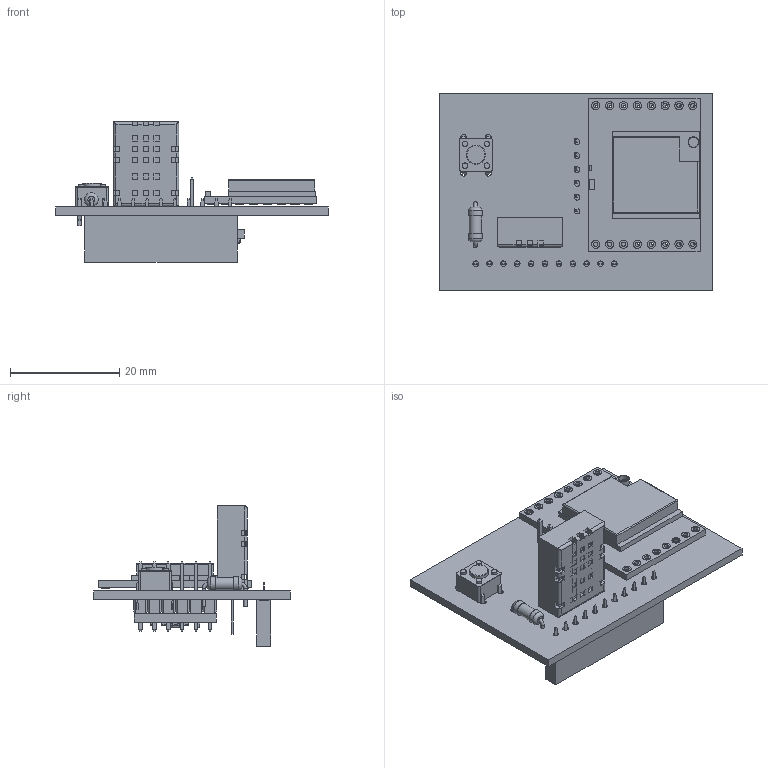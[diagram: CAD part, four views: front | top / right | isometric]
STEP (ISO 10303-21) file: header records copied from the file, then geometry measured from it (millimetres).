
FILE_DESCRIPTION(('KiCad electronic assembly'),'2;1');
FILE_NAME('sensorpcb.step','2026-01-03T23:32:11',('Pcbnew'),('Kicad'), 'Open CASCADE STEP processor 7.9','KiCad to STEP converter','Unknown' );
FILE_SCHEMA(('AUTOMOTIVE_DESIGN { 1 0 10303 214 1 1 1 1 }'));
Length unit declared in the file: millimetre
Products named in the file (10): sensorpcb 1; SW_PUSH_6mm; lora-ra-02-ai-thinker; Aosong_DHT11_5.5x12.0_P2.54mm; R_Axial_DIN0207_L6.3mm_D2.5mm_P7.62mm_Horizontal; bmp280_module; COMPOUND; PinSocket_1x11_P2.54mm_Vertical; satOBCs_PCB
Assembly tree (9 placements, depth 3):
  sensorpcb 1
    SW_PUSH_6mm
    lora-ra-02-ai-thinker
    Aosong_DHT11_5.5x12.0_P2.54mm
    R_Axial_DIN0207_L6.3mm_D2.5mm_P7.62mm_Horizontal
    bmp280_module
      COMPOUND
      COMPOUND
    PinSocket_1x11_P2.54mm_Vertical
    satOBCs_PCB
Bounding box: 50 x 36 x 25.68 mm (x, y, z)
Volume: 6130.3 mm3; surface area: 8478.9 mm2
Topology: 20 solids, 26 shells, 1626 faces, 4228 edges, 2695 vertices
Faces by surface type: plane 1222, cylinder 299, bspline 80, sphere 16, torus 9
Full cylindrical faces by diameter (mm): 0.2 x1, 0.3 x1, 0.414 x1, 0.5 x13, 0.504 x1, 0.6 x2, 0.8 x6, 0.9 x6, 1 x21, 1.1 x4, 2.25 x1, 2.5 x2, 3 x2, 3.5 x1
Entity records: 65272 total; most frequent: CARTESIAN_POINT 13416, ORIENTED_EDGE 8384, DIRECTION 7890, EDGE_CURVE 4212, LINE 3324, VECTOR 3324, VERTEX_POINT 2695, AXIS2_PLACEMENT_3D 2283
